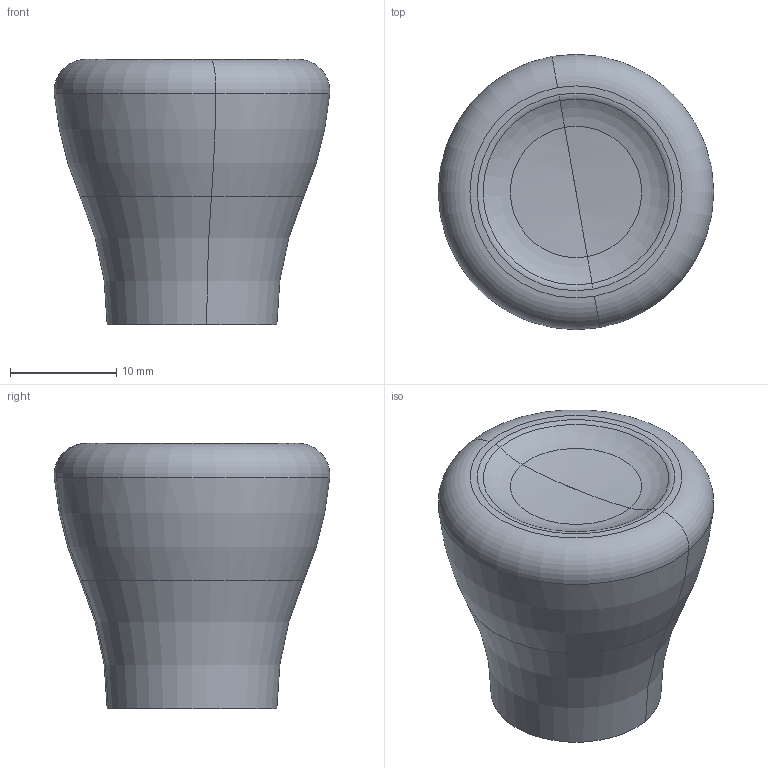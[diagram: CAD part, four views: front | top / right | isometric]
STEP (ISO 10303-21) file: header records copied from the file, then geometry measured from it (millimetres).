
FILE_DESCRIPTION(('Creo Elements/Direct Modeling STEP Export'),'2;1');
FILE_NAME('SP70-26.stp','2024-04-23T12:51:40',(''),(''),'Creo Elements/Direct Modeling STEP processor for AP214 (Solid Model)','Creo Elements/Direct Modeling 20.0 12-Nov-2016 (C) Parametric Technology GmbH','');
FILE_SCHEMA(('AUTOMOTIVE_DESIGN { 1 0 10303 214 1 1 1 1 }'));
Length unit declared in the file: millimetre
Products named in the file (3): Knopf; Muffe; SP70-26
Assembly tree (2 placements, depth 2):
  SP70-26
    Muffe
    Knopf
Bounding box: 25.98 x 25.98 x 25 mm (x, y, z)
Volume: 8641.5 mm3; surface area: 3013.7 mm2
Topology: 2 solids, 2 shells, 62 faces, 136 edges, 78 vertices
Faces by surface type: plane 36, torus 10, cone 8, cylinder 6, sphere 2
Entity records: 1880 total; most frequent: CARTESIAN_POINT 634, ORIENTED_EDGE 264, DIRECTION 192, EDGE_CURVE 132, VERTEX_POINT 78, AXIS2_PLACEMENT_3D 71, EDGE_LOOP 66, FACE_OUTER_BOUND 62
